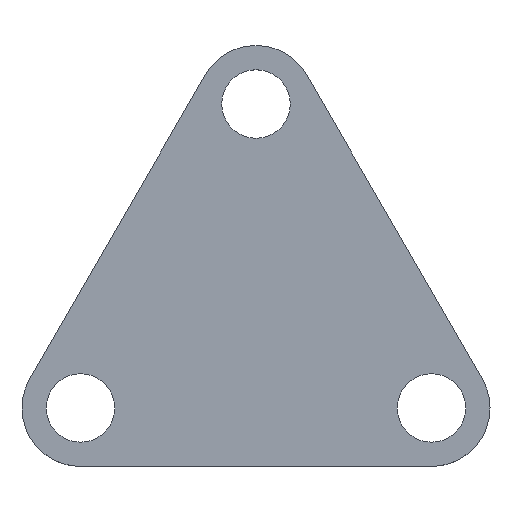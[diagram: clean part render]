
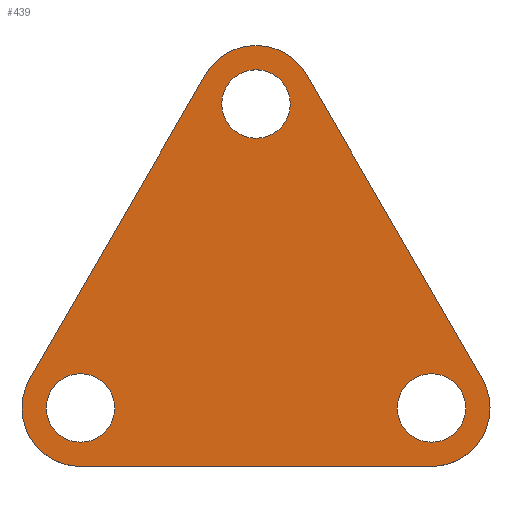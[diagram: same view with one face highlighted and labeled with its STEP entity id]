
A CAD part, top view. The second image highlights one B-rep face of the part: STEP entity #439.
In plain terms, the highlighted planar face has unit normal (0, 0, 1).
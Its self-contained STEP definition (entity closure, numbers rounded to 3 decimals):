
#42=CARTESIAN_POINT('Vertex',(21.997,100.688,6.35)) ;
#56=CARTESIAN_POINT('Vertex',(-21.997,100.688,6.35)) ;
#59=CARTESIAN_POINT('Axis2P3D Location',(0.,87.988,6.35)) ;
#87=CARTESIAN_POINT('Vertex',(-98.197,-31.294,6.35)) ;
#90=CARTESIAN_POINT('Line Origine',(-60.097,34.697,6.35)) ;
#118=CARTESIAN_POINT('Vertex',(-76.2,-69.394,6.35)) ;
#121=CARTESIAN_POINT('Axis2P3D Location',(-76.2,-43.994,6.35)) ;
#149=CARTESIAN_POINT('Vertex',(76.2,-69.394,6.35)) ;
#152=CARTESIAN_POINT('Line Origine',(0.,-69.394,6.35)) ;
#180=CARTESIAN_POINT('Vertex',(98.197,-31.294,6.35)) ;
#183=CARTESIAN_POINT('Axis2P3D Location',(76.2,-43.994,6.35)) ;
#205=CARTESIAN_POINT('Line Origine',(60.097,34.697,6.35)) ;
#222=CARTESIAN_POINT('Axis2P3D Location',(0.,87.988,6.35)) ;
#226=CARTESIAN_POINT('Vertex',(-14.859,87.988,6.35)) ;
#228=CARTESIAN_POINT('Vertex',(14.859,87.988,6.35)) ;
#257=CARTESIAN_POINT('Axis2P3D Location',(0.,87.988,6.35)) ;
#279=CARTESIAN_POINT('Axis2P3D Location',(76.2,-43.994,6.35)) ;
#283=CARTESIAN_POINT('Vertex',(83.63,-31.126,6.35)) ;
#285=CARTESIAN_POINT('Vertex',(68.771,-56.862,6.35)) ;
#314=CARTESIAN_POINT('Axis2P3D Location',(76.2,-43.994,6.35)) ;
#336=CARTESIAN_POINT('Axis2P3D Location',(-76.2,-43.994,6.35)) ;
#340=CARTESIAN_POINT('Vertex',(-68.771,-56.862,6.35)) ;
#342=CARTESIAN_POINT('Vertex',(-83.63,-31.126,6.35)) ;
#371=CARTESIAN_POINT('Axis2P3D Location',(-76.2,-43.994,6.35)) ;
#414=CARTESIAN_POINT('Axis2P3D Location',(0.,0.,6.35)) ;
#92=VECTOR('Line Direction',#91,1.) ;
#154=VECTOR('Line Direction',#153,1.) ;
#207=VECTOR('Line Direction',#206,1.) ;
#60=DIRECTION('Axis2P3D Direction',(0.,0.,1.)) ;
#91=DIRECTION('Vector Direction',(-0.5,-0.866,0.)) ;
#122=DIRECTION('Axis2P3D Direction',(0.,0.,1.)) ;
#153=DIRECTION('Vector Direction',(1.,0.,0.)) ;
#184=DIRECTION('Axis2P3D Direction',(0.,0.,1.)) ;
#206=DIRECTION('Vector Direction',(-0.5,0.866,0.)) ;
#223=DIRECTION('Axis2P3D Direction',(0.,0.,1.)) ;
#258=DIRECTION('Axis2P3D Direction',(0.,0.,1.)) ;
#280=DIRECTION('Axis2P3D Direction',(0.,0.,1.)) ;
#315=DIRECTION('Axis2P3D Direction',(0.,0.,1.)) ;
#337=DIRECTION('Axis2P3D Direction',(0.,0.,1.)) ;
#372=DIRECTION('Axis2P3D Direction',(0.,0.,1.)) ;
#415=DIRECTION('Axis2P3D Direction',(0.,0.,1.)) ;
#416=DIRECTION('Axis2P3D XDirection',(1.,0.,0.)) ;
#61=AXIS2_PLACEMENT_3D('Circle Axis2P3D',#59,#60,$) ;
#123=AXIS2_PLACEMENT_3D('Circle Axis2P3D',#121,#122,$) ;
#185=AXIS2_PLACEMENT_3D('Circle Axis2P3D',#183,#184,$) ;
#224=AXIS2_PLACEMENT_3D('Circle Axis2P3D',#222,#223,$) ;
#259=AXIS2_PLACEMENT_3D('Circle Axis2P3D',#257,#258,$) ;
#281=AXIS2_PLACEMENT_3D('Circle Axis2P3D',#279,#280,$) ;
#316=AXIS2_PLACEMENT_3D('Circle Axis2P3D',#314,#315,$) ;
#338=AXIS2_PLACEMENT_3D('Circle Axis2P3D',#336,#337,$) ;
#373=AXIS2_PLACEMENT_3D('Circle Axis2P3D',#371,#372,$) ;
#417=AXIS2_PLACEMENT_3D('Plane Axis2P3D',#414,#415,#416) ;
#93=LINE('Line',#90,#92) ;
#155=LINE('Line',#152,#154) ;
#208=LINE('Line',#205,#207) ;
#62=CIRCLE('generated circle',#61,25.4) ;
#124=CIRCLE('generated circle',#123,25.4) ;
#186=CIRCLE('generated circle',#185,25.4) ;
#225=CIRCLE('generated circle',#224,14.859) ;
#260=CIRCLE('generated circle',#259,14.859) ;
#282=CIRCLE('generated circle',#281,14.859) ;
#317=CIRCLE('generated circle',#316,14.859) ;
#339=CIRCLE('generated circle',#338,14.859) ;
#374=CIRCLE('generated circle',#373,14.859) ;
#418=PLANE('',#417) ;
#430=FACE_BOUND('',#427,.T.) ;
#434=FACE_BOUND('',#431,.T.) ;
#438=FACE_BOUND('',#435,.T.) ;
#63=EDGE_CURVE('',#43,#57,#62,.T.) ;
#94=EDGE_CURVE('',#57,#88,#93,.T.) ;
#125=EDGE_CURVE('',#88,#119,#124,.T.) ;
#156=EDGE_CURVE('',#119,#150,#155,.T.) ;
#187=EDGE_CURVE('',#150,#181,#186,.T.) ;
#209=EDGE_CURVE('',#181,#43,#208,.T.) ;
#230=EDGE_CURVE('',#227,#229,#225,.T.) ;
#261=EDGE_CURVE('',#229,#227,#260,.T.) ;
#287=EDGE_CURVE('',#284,#286,#282,.T.) ;
#318=EDGE_CURVE('',#286,#284,#317,.T.) ;
#344=EDGE_CURVE('',#341,#343,#339,.T.) ;
#375=EDGE_CURVE('',#343,#341,#374,.T.) ;
#420=ORIENTED_EDGE('',*,*,#63,.T.) ;
#421=ORIENTED_EDGE('',*,*,#94,.T.) ;
#422=ORIENTED_EDGE('',*,*,#125,.T.) ;
#423=ORIENTED_EDGE('',*,*,#156,.T.) ;
#424=ORIENTED_EDGE('',*,*,#187,.T.) ;
#425=ORIENTED_EDGE('',*,*,#209,.T.) ;
#428=ORIENTED_EDGE('',*,*,#230,.F.) ;
#429=ORIENTED_EDGE('',*,*,#261,.F.) ;
#432=ORIENTED_EDGE('',*,*,#287,.F.) ;
#433=ORIENTED_EDGE('',*,*,#318,.F.) ;
#436=ORIENTED_EDGE('',*,*,#344,.F.) ;
#437=ORIENTED_EDGE('',*,*,#375,.F.) ;
#419=EDGE_LOOP('',(#420,#421,#422,#423,#424,#425)) ;
#427=EDGE_LOOP('',(#428,#429)) ;
#431=EDGE_LOOP('',(#432,#433)) ;
#435=EDGE_LOOP('',(#436,#437)) ;
#43=VERTEX_POINT('',#42) ;
#57=VERTEX_POINT('',#56) ;
#88=VERTEX_POINT('',#87) ;
#119=VERTEX_POINT('',#118) ;
#150=VERTEX_POINT('',#149) ;
#181=VERTEX_POINT('',#180) ;
#227=VERTEX_POINT('',#226) ;
#229=VERTEX_POINT('',#228) ;
#284=VERTEX_POINT('',#283) ;
#286=VERTEX_POINT('',#285) ;
#341=VERTEX_POINT('',#340) ;
#343=VERTEX_POINT('',#342) ;
#439=ADVANCED_FACE('PartBody',(#426,#430,#434,#438),#418,.T.) ;
#426=FACE_OUTER_BOUND('',#419,.T.) ;
